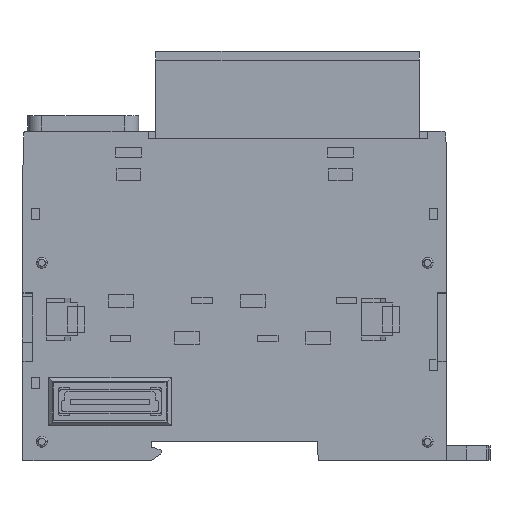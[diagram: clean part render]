
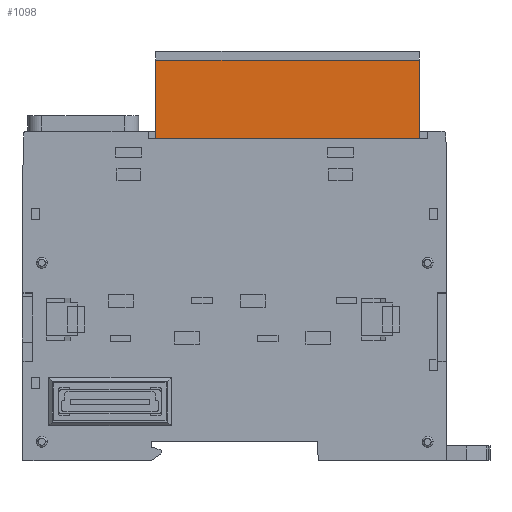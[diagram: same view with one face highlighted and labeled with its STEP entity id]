
A CAD part, left-side view. The second image highlights one B-rep face of the part: STEP entity #1098.
In plain terms, the highlighted planar face has unit normal (-1, 0, 0).
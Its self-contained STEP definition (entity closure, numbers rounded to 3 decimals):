
#1098=ADVANCED_FACE('Corps principal',(#2595),#2596,.T.);
#2595=FACE_OUTER_BOUND('',#4481,.T.);
#2596=PLANE('',#4482);
#4481=EDGE_LOOP('',(#7875,#7876,#7877,#7878));
#4482=AXIS2_PLACEMENT_3D('',#7879,#7880,#7881);
#7875=ORIENTED_EDGE('',*,*,#12091,.F.);
#7876=ORIENTED_EDGE('',*,*,#11344,.T.);
#7877=ORIENTED_EDGE('',*,*,#12092,.T.);
#7878=ORIENTED_EDGE('',*,*,#12093,.F.);
#7879=CARTESIAN_POINT('',(5.75,61.748,79.503));
#7880=DIRECTION('',(-1.0,0.0,0.));
#7881=DIRECTION('',(0.,0.0,1.0));
#11344=EDGE_CURVE('',#13759,#13757,#13760,.T.);
#12091=EDGE_CURVE('',#13759,#14813,#14814,.T.);
#12092=EDGE_CURVE('',#13757,#14815,#14816,.T.);
#12093=EDGE_CURVE('',#14813,#14815,#14817,.T.);
#13757=VERTEX_POINT('',#17189);
#13759=VERTEX_POINT('',#17192);
#13760=LINE('',#17193,#17194);
#14813=VERTEX_POINT('',#18774);
#14814=LINE('',#18775,#18776);
#14815=VERTEX_POINT('',#18777);
#14816=LINE('',#18778,#18779);
#14817=LINE('',#18780,#18781);
#17189=CARTESIAN_POINT('',(5.75,5.768,79.503));
#17192=CARTESIAN_POINT('',(5.75,61.748,79.503));
#17193=CARTESIAN_POINT('',(5.75,33.758,79.503));
#17194=VECTOR('',#21146,1.0);
#18774=CARTESIAN_POINT('',(5.75,61.748,96.103));
#18775=CARTESIAN_POINT('',(5.75,61.748,87.803));
#18776=VECTOR('',#21760,1.0);
#18777=CARTESIAN_POINT('',(5.75,5.768,96.103));
#18778=CARTESIAN_POINT('',(5.75,5.768,87.803));
#18779=VECTOR('',#21761,1.0);
#18780=CARTESIAN_POINT('',(5.75,33.758,96.103));
#18781=VECTOR('',#21762,1.0);
#21146=DIRECTION('',(0.,-1.0,0.0));
#21760=DIRECTION('',(0.,0.0,1.0));
#21761=DIRECTION('',(0.,0.0,1.0));
#21762=DIRECTION('',(0.0,-1.0,0.0));
